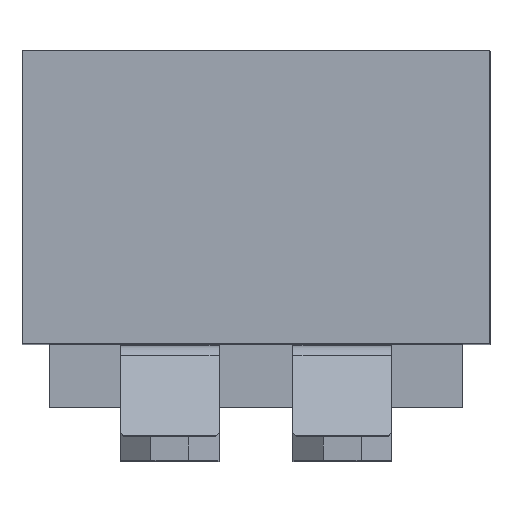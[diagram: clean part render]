
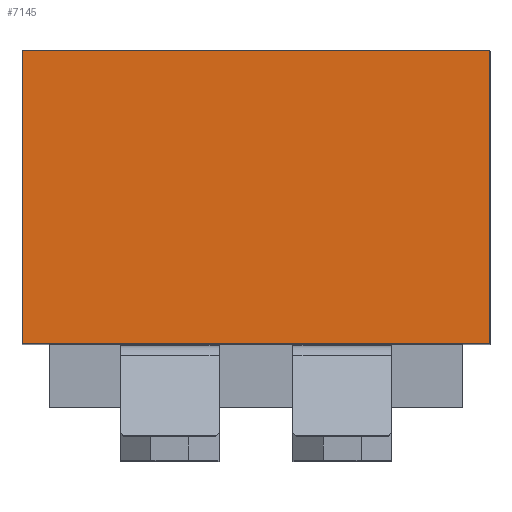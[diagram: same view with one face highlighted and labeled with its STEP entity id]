
A CAD part, top view. The second image highlights one B-rep face of the part: STEP entity #7145.
In plain terms, the highlighted planar face has unit normal (0, 0, 1).
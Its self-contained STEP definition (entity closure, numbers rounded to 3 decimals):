
#40 = ORIENTED_EDGE ( 'NONE', *, *, #848, .T. ) ;
#219 = DIRECTION ( 'NONE',  ( 1., 0., 0. ) ) ;
#227 = ORIENTED_EDGE ( 'NONE', *, *, #4452, .T. ) ;
#735 = VERTEX_POINT ( 'NONE', #5398 ) ;
#814 = ORIENTED_EDGE ( 'NONE', *, *, #5521, .F. ) ;
#848 = EDGE_CURVE ( 'NONE', #2445, #735, #3528, .T. ) ;
#955 = CARTESIAN_POINT ( 'NONE',  ( -3.45, 1.72, 3.685 ) ) ;
#1127 = CARTESIAN_POINT ( 'NONE',  ( -3.45, 6.04, 3.685 ) ) ;
#1371 = VECTOR ( 'NONE', #3166, 1000. ) ;
#1600 = LINE ( 'NONE', #5322, #3176 ) ;
#1649 = FACE_OUTER_BOUND ( 'NONE', #3830, .T. ) ;
#1683 = CARTESIAN_POINT ( 'NONE',  ( -3.45, 6.04, 3.685 ) ) ;
#1692 = DIRECTION ( 'NONE',  ( 1., 0., 0. ) ) ;
#1813 = EDGE_CURVE ( 'NONE', #7642, #2381, #3970, .T. ) ;
#1927 = CARTESIAN_POINT ( 'NONE',  ( -3.45, 1.72, 3.685 ) ) ;
#1966 = AXIS2_PLACEMENT_3D ( 'NONE', #1683, #2866, #7023 ) ;
#2254 = PLANE ( 'NONE',  #1966 ) ;
#2381 = VERTEX_POINT ( 'NONE', #5569 ) ;
#2445 = VERTEX_POINT ( 'NONE', #955 ) ;
#2866 = DIRECTION ( 'NONE',  ( 0., 0., -1. ) ) ;
#3166 = DIRECTION ( 'NONE',  ( 0., -1., 0. ) ) ;
#3176 = VECTOR ( 'NONE', #6472, 1000. ) ;
#3334 = VECTOR ( 'NONE', #219, 1000. ) ;
#3528 = LINE ( 'NONE', #1927, #3334 ) ;
#3830 = EDGE_LOOP ( 'NONE', ( #40, #814, #6027, #227 ) ) ;
#3970 = LINE ( 'NONE', #5230, #7144 ) ;
#4452 = EDGE_CURVE ( 'NONE', #7642, #2445, #5898, .T. ) ;
#5230 = CARTESIAN_POINT ( 'NONE',  ( -3.45, 6.04, 3.685 ) ) ;
#5322 = CARTESIAN_POINT ( 'NONE',  ( 3.45, 6.04, 3.685 ) ) ;
#5398 = CARTESIAN_POINT ( 'NONE',  ( 3.45, 1.72, 3.685 ) ) ;
#5521 = EDGE_CURVE ( 'NONE', #2381, #735, #1600, .T. ) ;
#5569 = CARTESIAN_POINT ( 'NONE',  ( 3.45, 6.04, 3.685 ) ) ;
#5898 = LINE ( 'NONE', #6117, #1371 ) ;
#6027 = ORIENTED_EDGE ( 'NONE', *, *, #1813, .F. ) ;
#6117 = CARTESIAN_POINT ( 'NONE',  ( -3.45, 6.04, 3.685 ) ) ;
#6472 = DIRECTION ( 'NONE',  ( 0., -1., 0. ) ) ;
#7023 = DIRECTION ( 'NONE',  ( -1., 0., 0. ) ) ;
#7144 = VECTOR ( 'NONE', #1692, 1000. ) ;
#7145 = ADVANCED_FACE ( 'NONE', ( #1649 ), #2254, .F. ) ;
#7642 = VERTEX_POINT ( 'NONE', #1127 ) ;
